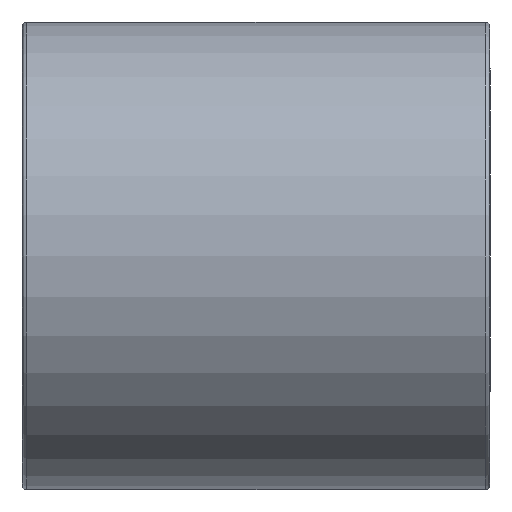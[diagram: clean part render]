
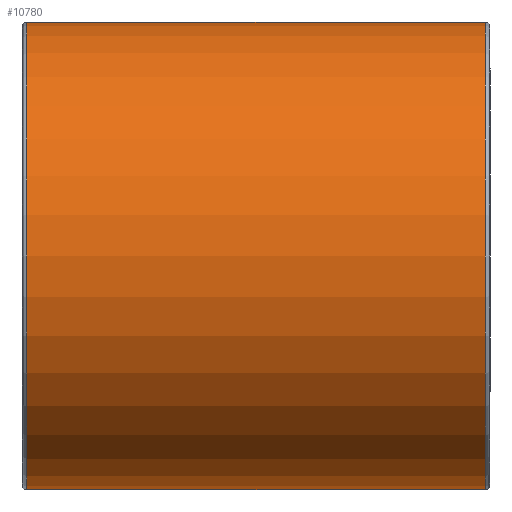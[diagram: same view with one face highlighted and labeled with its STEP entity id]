
A CAD part, left-side view. The second image highlights one B-rep face of the part: STEP entity #10780.
In plain terms, the highlighted cylindrical face has radius 5 mm (diameter 10 mm), a partial arc.
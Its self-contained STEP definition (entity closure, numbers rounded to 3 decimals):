
#207=LINE('',#16636,#1067);
#210=LINE('',#16642,#1070);
#1067=VECTOR('',#12867,10.);
#1070=VECTOR('',#12872,10.);
#1925=CYLINDRICAL_SURFACE('',#11392,5.);
#2354=FACE_OUTER_BOUND('',#2938,.T.);
#2938=EDGE_LOOP('',(#7327,#7328,#7329,#7330));
#3552=CIRCLE('',#11381,5.);
#3559=CIRCLE('',#11393,5.);
#4424=VERTEX_POINT('',#16612);
#4425=VERTEX_POINT('',#16614);
#4431=VERTEX_POINT('',#16635);
#4433=VERTEX_POINT('',#16641);
#5576=EDGE_CURVE('',#4424,#4425,#3552,.T.);
#5587=EDGE_CURVE('',#4425,#4431,#207,.T.);
#5590=EDGE_CURVE('',#4424,#4433,#210,.T.);
#5591=EDGE_CURVE('',#4431,#4433,#3559,.T.);
#7327=ORIENTED_EDGE('',*,*,#5576,.F.);
#7328=ORIENTED_EDGE('',*,*,#5590,.T.);
#7329=ORIENTED_EDGE('',*,*,#5591,.F.);
#7330=ORIENTED_EDGE('',*,*,#5587,.F.);
#10780=ADVANCED_FACE('',(#2354),#1925,.T.);
#11381=AXIS2_PLACEMENT_3D('',#16615,#12841,#12842);
#11392=AXIS2_PLACEMENT_3D('',#16640,#12870,#12871);
#11393=AXIS2_PLACEMENT_3D('',#16643,#12873,#12874);
#12841=DIRECTION('center_axis',(0.,-1.,0.));
#12842=DIRECTION('ref_axis',(-1.,0.,0.));
#12867=DIRECTION('',(0.,1.,0.));
#12870=DIRECTION('center_axis',(0.,1.,0.));
#12871=DIRECTION('ref_axis',(0.,0.,
-1.));
#12872=DIRECTION('',(0.,1.,0.));
#12873=DIRECTION('center_axis',(0.,1.,0.));
#12874=DIRECTION('ref_axis',(-1.,0.,0.));
#16612=CARTESIAN_POINT('',(-150.,-4.9,5.));
#16614=CARTESIAN_POINT('',(-150.,-4.9,-5.));
#16615=CARTESIAN_POINT('Origin',(-150.,-4.9,0.));
#16635=CARTESIAN_POINT('',(-150.,4.9,-5.));
#16636=CARTESIAN_POINT('',(-150.,0.,-5.));
#16640=CARTESIAN_POINT('Origin',(-150.,0.,0.));
#16641=CARTESIAN_POINT('',(-150.,4.9,5.));
#16642=CARTESIAN_POINT('',(-150.,0.,5.));
#16643=CARTESIAN_POINT('Origin',(-150.,4.9,0.));
